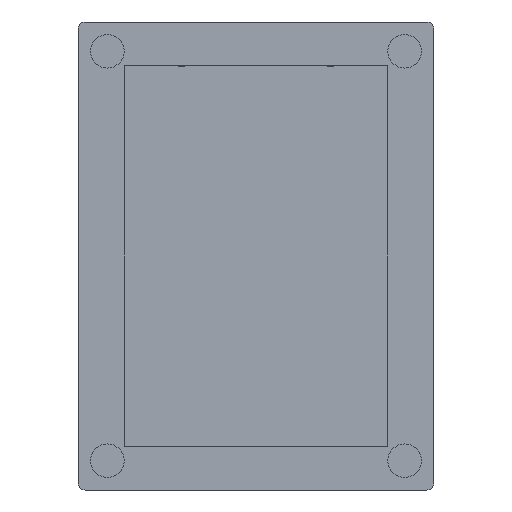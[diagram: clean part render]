
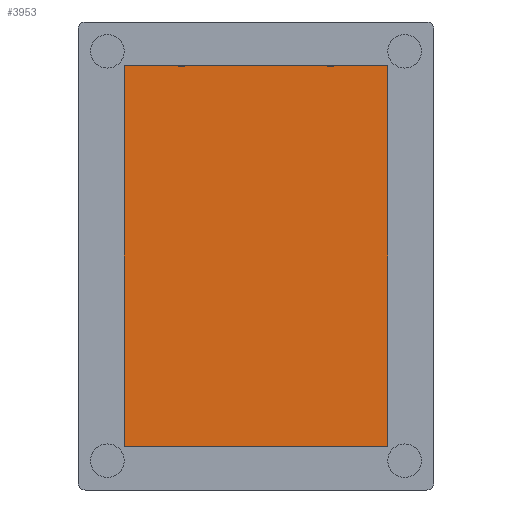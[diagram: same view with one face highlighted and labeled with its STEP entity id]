
A CAD part, front view. The second image highlights one B-rep face of the part: STEP entity #3953.
In plain terms, the highlighted planar face has unit normal (0, -1, 0).
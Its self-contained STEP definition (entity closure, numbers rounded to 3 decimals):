
#37 = VECTOR ( 'NONE', #1097, 1000. ) ;
#48 = FACE_OUTER_BOUND ( 'NONE', #148, .T. ) ;
#57 = LINE ( 'NONE', #2668, #1865 ) ;
#93 = ORIENTED_EDGE ( 'NONE', *, *, #1915, .T. ) ;
#148 = EDGE_LOOP ( 'NONE', ( #3124, #93, #2016, #2999, #2511, #454, #2720, #3723 ) ) ;
#176 = VERTEX_POINT ( 'NONE', #1019 ) ;
#393 = EDGE_CURVE ( 'NONE', #2856, #402, #3278, .T. ) ;
#402 = VERTEX_POINT ( 'NONE', #3957 ) ;
#454 = ORIENTED_EDGE ( 'NONE', *, *, #601, .T. ) ;
#521 = CARTESIAN_POINT ( 'NONE',  ( -18., 9.9, 26. ) ) ;
#556 = VERTEX_POINT ( 'NONE', #775 ) ;
#601 = EDGE_CURVE ( 'NONE', #176, #3555, #845, .T. ) ;
#625 = VECTOR ( 'NONE', #718, 1000. ) ;
#704 = VECTOR ( 'NONE', #2938, 1000. ) ;
#718 = DIRECTION ( 'NONE',  ( 1., 0., 0. ) ) ;
#737 = DIRECTION ( 'NONE',  ( 1., 0., 0. ) ) ;
#747 = DIRECTION ( 'NONE',  ( 0., 0., 1. ) ) ;
#775 = CARTESIAN_POINT ( 'NONE',  ( -3., 9.9, -26. ) ) ;
#828 = CARTESIAN_POINT ( 'NONE',  ( -3., 9.9, -31. ) ) ;
#842 = CARTESIAN_POINT ( 'NONE',  ( 3., 9.9, -31. ) ) ;
#845 = LINE ( 'NONE', #521, #37 ) ;
#1002 = DIRECTION ( 'NONE',  ( 0., 0., 1. ) ) ;
#1019 = CARTESIAN_POINT ( 'NONE',  ( 18., 9.9, 26. ) ) ;
#1097 = DIRECTION ( 'NONE',  ( -1., 0., 0. ) ) ;
#1270 = EDGE_CURVE ( 'NONE', #2421, #556, #3517, .T. ) ;
#1281 = LINE ( 'NONE', #3893, #2951 ) ;
#1313 = CARTESIAN_POINT ( 'NONE',  ( -18., 9.9, -26. ) ) ;
#1489 = VERTEX_POINT ( 'NONE', #842 ) ;
#1553 = EDGE_CURVE ( 'NONE', #556, #1696, #1827, .T. ) ;
#1653 = VECTOR ( 'NONE', #2422, 1000. ) ;
#1696 = VERTEX_POINT ( 'NONE', #828 ) ;
#1827 = LINE ( 'NONE', #4060, #3858 ) ;
#1865 = VECTOR ( 'NONE', #2712, 1000. ) ;
#1874 = EDGE_CURVE ( 'NONE', #2856, #1489, #57, .T. ) ;
#1915 = EDGE_CURVE ( 'NONE', #1696, #1489, #2648, .T. ) ;
#2016 = ORIENTED_EDGE ( 'NONE', *, *, #1874, .F. ) ;
#2361 = PLANE ( 'NONE',  #3504 ) ;
#2404 = DIRECTION ( 'NONE',  ( 0., 0., -1. ) ) ;
#2421 = VERTEX_POINT ( 'NONE', #3117 ) ;
#2422 = DIRECTION ( 'NONE',  ( 0., 0., -1. ) ) ;
#2511 = ORIENTED_EDGE ( 'NONE', *, *, #3195, .T. ) ;
#2648 = LINE ( 'NONE', #3673, #4027 ) ;
#2668 = CARTESIAN_POINT ( 'NONE',  ( 3., 9.9, 32.001 ) ) ;
#2709 = CARTESIAN_POINT ( 'NONE',  ( -18., 9.9, 26. ) ) ;
#2712 = DIRECTION ( 'NONE',  ( 0., 0., -1. ) ) ;
#2720 = ORIENTED_EDGE ( 'NONE', *, *, #2927, .T. ) ;
#2856 = VERTEX_POINT ( 'NONE', #4009 ) ;
#2927 = EDGE_CURVE ( 'NONE', #3555, #2421, #2996, .T. ) ;
#2938 = DIRECTION ( 'NONE',  ( 1., 0., 0. ) ) ;
#2951 = VECTOR ( 'NONE', #1002, 1000. ) ;
#2996 = LINE ( 'NONE', #3056, #1653 ) ;
#2999 = ORIENTED_EDGE ( 'NONE', *, *, #393, .T. ) ;
#3001 = CARTESIAN_POINT ( 'NONE',  ( 0., 9.9, 0. ) ) ;
#3056 = CARTESIAN_POINT ( 'NONE',  ( -18., 9.9, -26. ) ) ;
#3117 = CARTESIAN_POINT ( 'NONE',  ( -18., 9.9, -26. ) ) ;
#3124 = ORIENTED_EDGE ( 'NONE', *, *, #1553, .T. ) ;
#3195 = EDGE_CURVE ( 'NONE', #402, #176, #1281, .T. ) ;
#3278 = LINE ( 'NONE', #3589, #625 ) ;
#3504 = AXIS2_PLACEMENT_3D ( 'NONE', #3001, #3603, #747 ) ;
#3517 = LINE ( 'NONE', #1313, #704 ) ;
#3555 = VERTEX_POINT ( 'NONE', #2709 ) ;
#3589 = CARTESIAN_POINT ( 'NONE',  ( -18., 9.9, -26. ) ) ;
#3603 = DIRECTION ( 'NONE',  ( 0., 1., 0. ) ) ;
#3673 = CARTESIAN_POINT ( 'NONE',  ( 0., 9.9, -31. ) ) ;
#3723 = ORIENTED_EDGE ( 'NONE', *, *, #1270, .T. ) ;
#3858 = VECTOR ( 'NONE', #2404, 1000. ) ;
#3893 = CARTESIAN_POINT ( 'NONE',  ( 18., 9.9, -26. ) ) ;
#3953 = ADVANCED_FACE ( 'NONE', ( #48 ), #2361, .F. ) ;
#3957 = CARTESIAN_POINT ( 'NONE',  ( 18., 9.9, -26. ) ) ;
#4009 = CARTESIAN_POINT ( 'NONE',  ( 3., 9.9, -26. ) ) ;
#4027 = VECTOR ( 'NONE', #737, 1000. ) ;
#4060 = CARTESIAN_POINT ( 'NONE',  ( -3., 9.9, 32.001 ) ) ;
